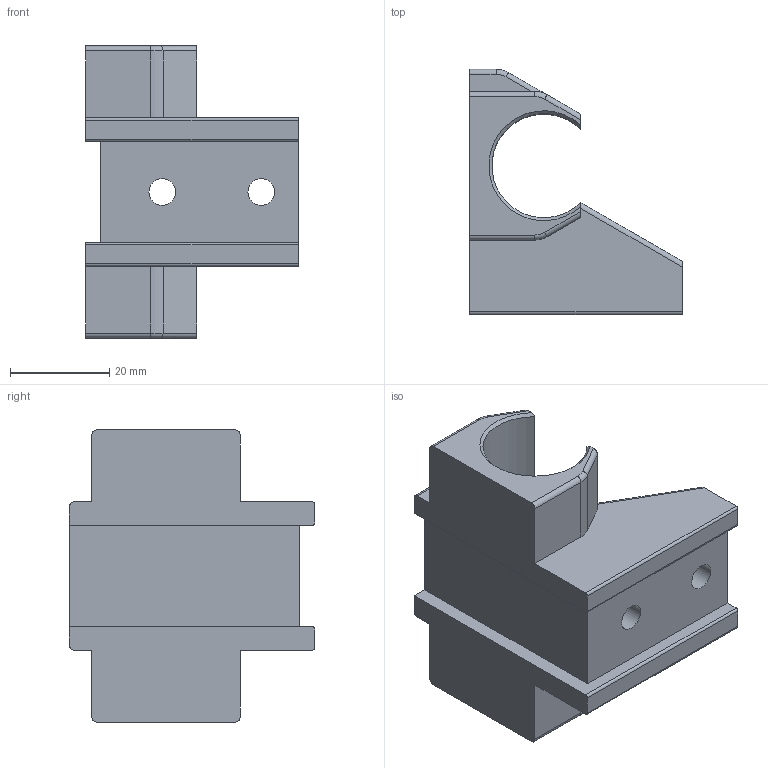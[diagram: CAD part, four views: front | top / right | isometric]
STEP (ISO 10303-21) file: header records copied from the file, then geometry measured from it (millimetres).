
FILE_DESCRIPTION(/* description */ (''),/* implementation_level */ '2;1');
FILE_NAME(/* name */ 'Z_Axis_Bearing_Holder_1.0_F01 v9.step',/* time_stamp */ '2020-09-24T13:21:33-07:00',/* author */ (''),/* organization */ (''),/* preprocessor_version */ 'ST-DEVELOPER v18.1',/* originating_system */ 'Autodesk Translation Framework v9.3.0.1241',/* authorisation */ '');
FILE_SCHEMA (('AUTOMOTIVE_DESIGN { 1 0 10303 214 3 1 1 }'));
Length unit declared in the file: millimetre
Products named in the file (1): Z_Axis_Bearing_Holder_1.0_F01
Bounding box: 43 x 49.5 x 59 mm (x, y, z)
Volume: 30962.6 mm3; surface area: 13144.9 mm2
Topology: 1 solids, 1 shells, 80 faces, 214 edges, 138 vertices
Faces by surface type: plane 40, cylinder 28, cone 6, torus 6
Full cylindrical faces by diameter (mm): 5.4 x4
Entity records: 2538 total; most frequent: CARTESIAN_POINT 471, DIRECTION 432, ORIENTED_EDGE 428, EDGE_CURVE 214, AXIS2_PLACEMENT_3D 153, VERTEX_POINT 138, LINE 126, VECTOR 126
